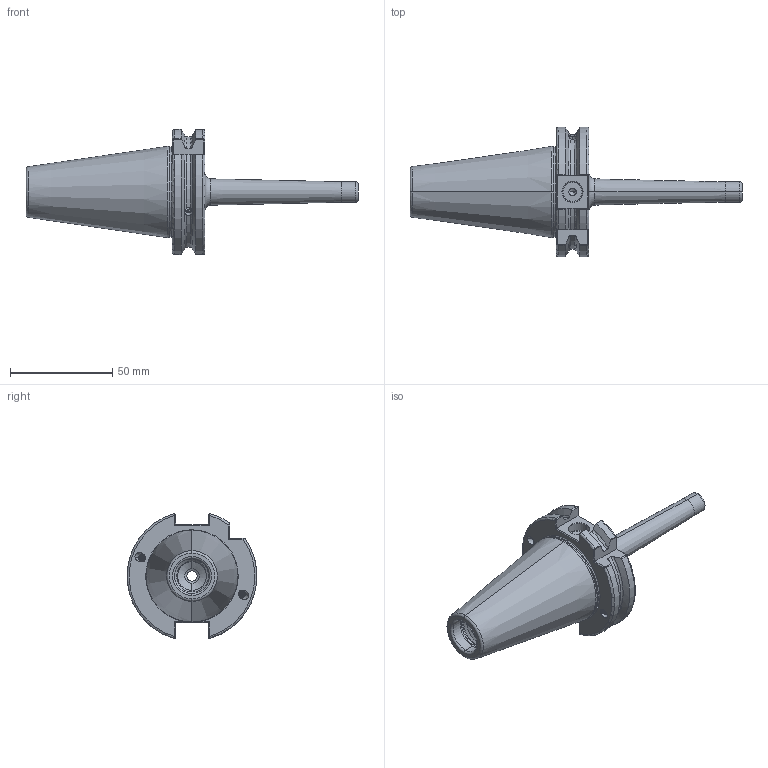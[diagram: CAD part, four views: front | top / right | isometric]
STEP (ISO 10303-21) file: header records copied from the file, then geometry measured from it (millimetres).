
FILE_DESCRIPTION (( 'STEP AP203' ), '1' );
FILE_NAME ('403.06.06.2.STEP', '2016-07-25T03:20:34', ( '' ), ( '' ), 'SwSTEP 2.0', 'SolidWorks 2012', '' );
FILE_SCHEMA (( 'CONFIG_CONTROL_DESIGN' ));
Length unit declared in the file: millimetre
Products named in the file (1): 403.06.06.2
Bounding box: 162.4 x 63.34 x 61.24 mm (x, y, z)
Volume: 103150.4 mm3; surface area: 26670 mm2
Topology: 1 solids, 1 shells, 296 faces, 809 edges, 504 vertices
Faces by surface type: cylinder 144, plane 52, torus 38, cone 37, bspline 25
Entity records: 19005 total; most frequent: CARTESIAN_POINT 12403, ORIENTED_EDGE 1590, DIRECTION 1133, EDGE_CURVE 795, VERTEX_POINT 504, AXIS2_PLACEMENT_3D 442, EDGE_LOOP 309, FACE_OUTER_BOUND 296
